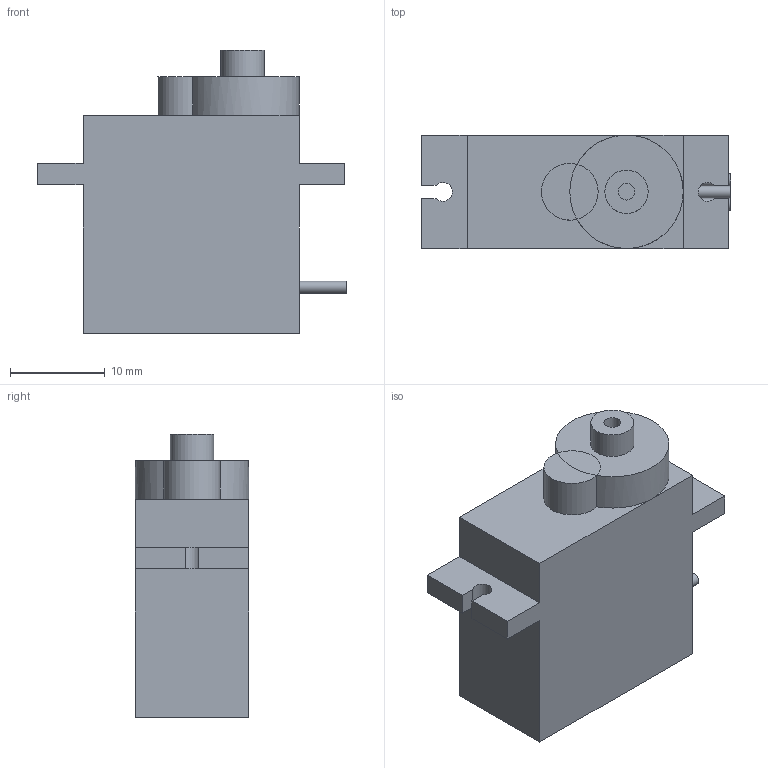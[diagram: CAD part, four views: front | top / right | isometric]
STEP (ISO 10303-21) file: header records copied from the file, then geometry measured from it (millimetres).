
FILE_DESCRIPTION(('FreeCAD Model'),'2;1');
FILE_NAME('hxt900.stp', '2015-03-16T23:56:56',('FreeCAD'),('FreeCAD'), 'Open CASCADE STEP processor 6.7','FreeCAD','Unknown');
FILE_SCHEMA(('AUTOMOTIVE_DESIGN_CC2 { 1 2 10303 214 -1 1 5 4 }'));
Length unit declared in the file: millimetre
Products named in the file (1): hxt900
Bounding box: 32.69 x 12 x 29.96 mm (x, y, z)
Volume: 7163.1 mm3; surface area: 2734 mm2
Topology: 1 solids, 1 shells, 44 faces, 102 edges, 63 vertices
Faces by surface type: plane 30, cylinder 14
Full cylindrical faces by diameter (mm): 1.78 x1, 4.58 x1
Entity records: 2564 total; most frequent: CARTESIAN_POINT 468, DIRECTION 387, ORIENTED_EDGE 208, PCURVE 204, DEFINITIONAL_REPRESENTATION 204, LINE 197, VECTOR 197, EDGE_CURVE 102
